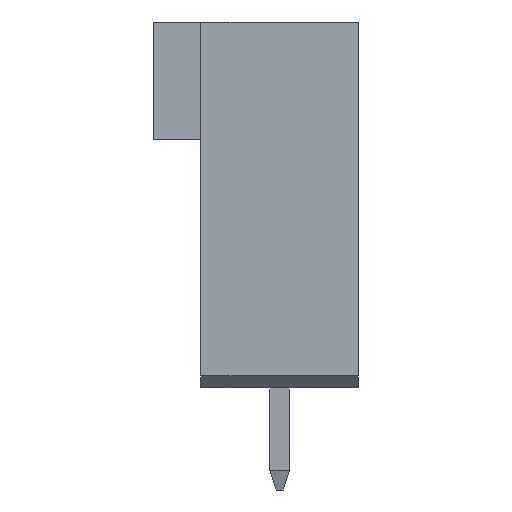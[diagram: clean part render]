
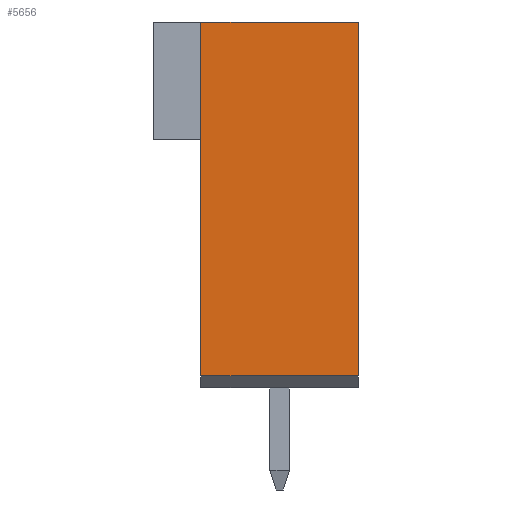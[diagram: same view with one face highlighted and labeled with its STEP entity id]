
A CAD part, left-side view. The second image highlights one B-rep face of the part: STEP entity #5656.
In plain terms, the highlighted planar face has unit normal (-1, 0, 0).
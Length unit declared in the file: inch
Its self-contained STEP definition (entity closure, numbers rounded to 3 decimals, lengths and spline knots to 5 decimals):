
#1=DIRECTION('',(0.,-1.,0.));
#2=VECTOR('',#1,0.2);
#3=CARTESIAN_POINT('',(-1.2,0.1,0.15));
#4=LINE('',#3,#2);
#5=DIRECTION('',(0.,0.,-1.));
#6=VECTOR('',#5,0.45);
#7=CARTESIAN_POINT('',(-1.2,-0.1,0.15));
#8=LINE('',#7,#6);
#9=DIRECTION('',(0.,1.,0.));
#10=VECTOR('',#9,0.2);
#11=CARTESIAN_POINT('',(-1.2,-0.1,-0.3));
#12=LINE('',#11,#10);
#45=DIRECTION('',(0.,0.,-1.));
#46=VECTOR('',#45,0.45);
#47=CARTESIAN_POINT('',(-1.2,0.1,0.15));
#48=LINE('',#47,#46);
#4329=CARTESIAN_POINT('',(-1.2,-0.1,0.15));
#4330=CARTESIAN_POINT('',(-1.2,-0.1,-0.3));
#4331=VERTEX_POINT('',#4329);
#4332=VERTEX_POINT('',#4330);
#4333=CARTESIAN_POINT('',(-1.2,0.1,-0.3));
#4334=VERTEX_POINT('',#4333);
#4499=CARTESIAN_POINT('',(-1.2,0.1,0.15));
#4500=VERTEX_POINT('',#4499);
#5641=CARTESIAN_POINT('',(-1.2,0.,0.));
#5642=DIRECTION('',(1.,0.,0.));
#5643=DIRECTION('',(0.,0.,-1.));
#5644=AXIS2_PLACEMENT_3D('',#5641,#5642,#5643);
#5645=PLANE('',#5644);
#5647=ORIENTED_EDGE('',*,*,#5646,.F.);
#5649=ORIENTED_EDGE('',*,*,#5648,.T.);
#5651=ORIENTED_EDGE('',*,*,#5650,.T.);
#5653=ORIENTED_EDGE('',*,*,#5652,.T.);
#5654=EDGE_LOOP('',(#5647,#5649,#5651,#5653));
#5655=FACE_OUTER_BOUND('',#5654,.F.);
#5656=ADVANCED_FACE('',(#5655),#5645,.F.);
#5646=EDGE_CURVE('',#4500,#4334,#48,.T.);
#5648=EDGE_CURVE('',#4500,#4331,#4,.T.);
#5650=EDGE_CURVE('',#4331,#4332,#8,.T.);
#5652=EDGE_CURVE('',#4332,#4334,#12,.T.);
